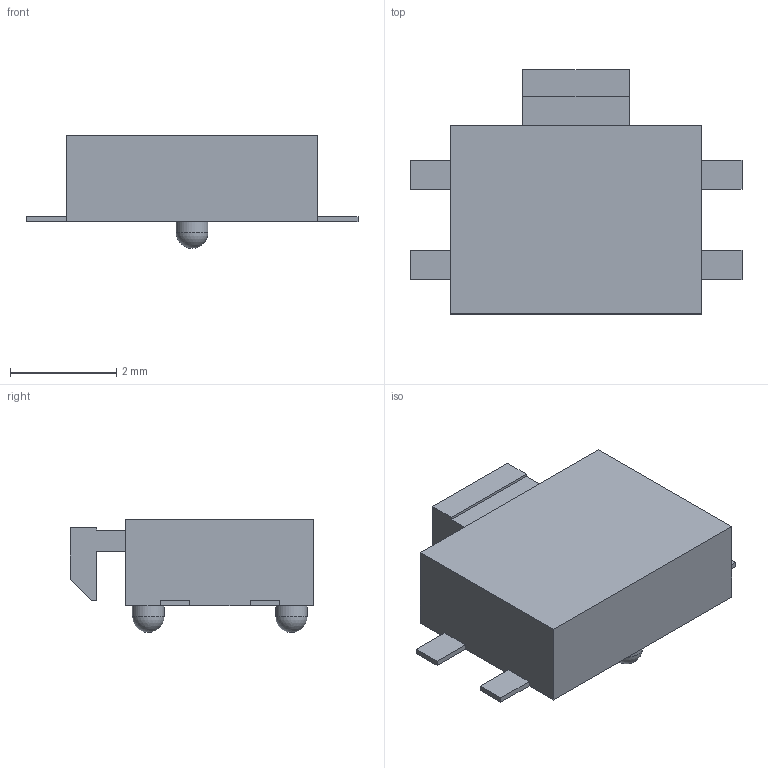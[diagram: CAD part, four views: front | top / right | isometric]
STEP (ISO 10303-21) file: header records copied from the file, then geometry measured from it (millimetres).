
FILE_DESCRIPTION( ( 'Unknown' ), '1' );
FILE_NAME( 'BUTTON_SPST_SMD_WithKey_3.5x4.7mm_Horizontal.step', 'Unknown', ( 'Unknown' ), ( 'Unknown' ), 'PSStep 15.0.49', 'Unknown', ' ' );
FILE_SCHEMA( ( 'AUTOMOTIVE_DESIGN { 1 0 10303 214 1 1 1 1 }' ) );
Length unit declared in the file: millimetre
Products named in the file (1): 1
Bounding box: 6.26 x 4.6 x 2.13 mm (x, y, z)
Volume: 29.5 mm3; surface area: 75.3 mm2
Topology: 1 solids, 1 shells, 36 faces, 97 edges, 64 vertices
Faces by surface type: plane 32, sphere 2, cylinder 2
Full cylindrical faces by diameter (mm): 0.6 x2
Entity records: 1383 total; most frequent: CARTESIAN_POINT 192, ORIENTED_EDGE 182, DIRECTION 169, EDGE_CURVE 91, LINE 87, VECTOR 87, VERTEX_POINT 64, AXIS2_PLACEMENT_3D 41
